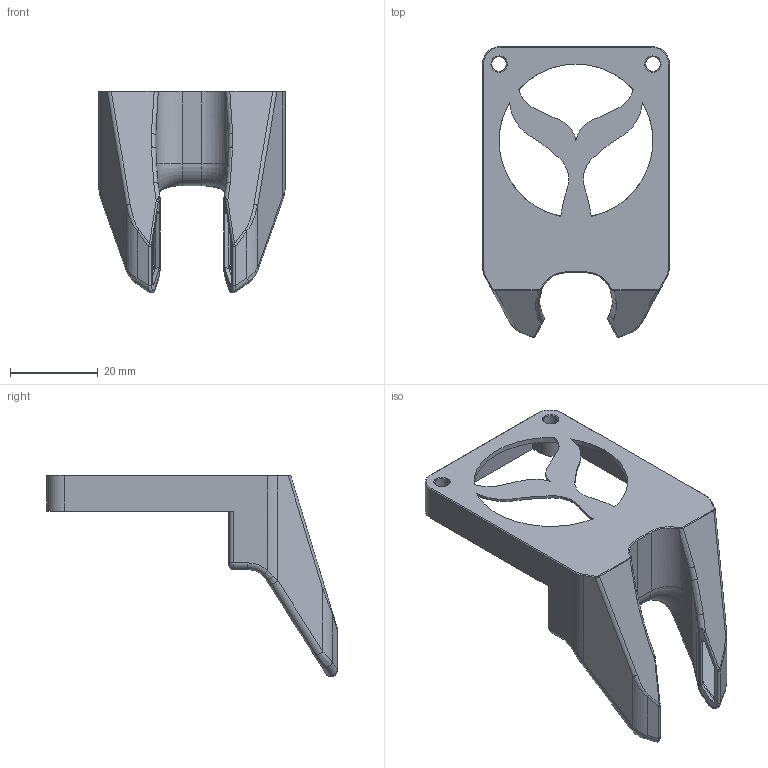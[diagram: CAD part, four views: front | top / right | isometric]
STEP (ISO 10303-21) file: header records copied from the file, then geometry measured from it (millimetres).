
FILE_DESCRIPTION (( 'STEP AP203' ), '1' );
FILE_NAME ('4020·çµÀ.STEP', '2023-09-09T07:03:14', ( 'Leo' ), ( '' ), 'SwSTEP 2.0', 'SolidWorks 2018', '' );
FILE_SCHEMA (( 'CONFIG_CONTROL_DESIGN' ));
Length unit declared in the file: millimetre
Products named in the file (1): 4020瑞耋
Bounding box: 42.5 x 66.16 x 45.97 mm (x, y, z)
Volume: 7840 mm3; surface area: 12596.5 mm2
Topology: 1 solids, 1 shells, 313 faces, 789 edges, 469 vertices
Faces by surface type: cylinder 130, bspline 81, plane 74, torus 18, cone 10
Entity records: 11709 total; most frequent: CARTESIAN_POINT 4736, ORIENTED_EDGE 1570, DIRECTION 1352, EDGE_CURVE 785, AXIS2_PLACEMENT_3D 516, VERTEX_POINT 469, EDGE_LOOP 324, LINE 320
